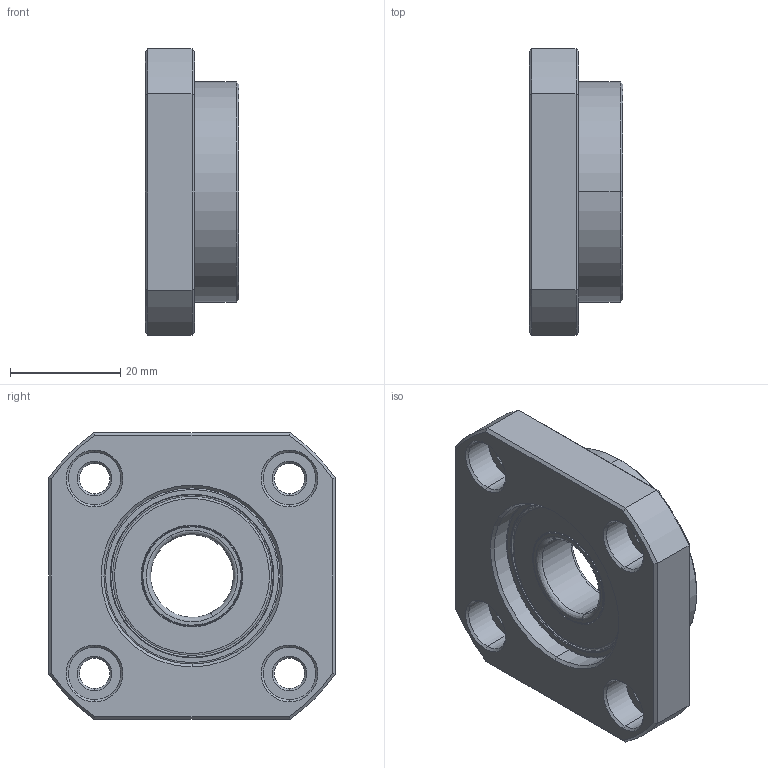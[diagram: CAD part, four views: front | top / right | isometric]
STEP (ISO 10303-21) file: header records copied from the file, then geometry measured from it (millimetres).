
FILE_DESCRIPTION (( 'STEP AP214' ), '1' );
FILE_NAME ('FFN15-Rollco.step', '2023-04-27T09:19:24', ( '' ), ( '' ), 'SwSTEP 2.0', 'SolidWorks 2010', '' );
FILE_SCHEMA (( 'AUTOMOTIVE_DESIGN' ));
Length unit declared in the file: millimetre
Products named in the file (6): FF15; 6002_2; FFN15_10; 6002_3; 6002_4; FFN15-Rollco
Assembly tree (12 placements, depth 2):
  FFN15-Rollco
    FFN15_10  x7
    6002_2
    6002_4  x2
    6002_3
    FF15
Bounding box: 17 x 52 x 52 mm (x, y, z)
Volume: 20623.7 mm3; surface area: 14042.8 mm2
Topology: 12 solids, 12 shells, 201 faces, 430 edges, 234 vertices
Faces by surface type: bspline 76, cylinder 52, cone 42, plane 31
Entity records: 6276 total; most frequent: CARTESIAN_POINT 2506, DIRECTION 776, ORIENTED_EDGE 716, EDGE_CURVE 358, AXIS2_PLACEMENT_3D 338, CIRCLE 206, VERTEX_POINT 204, EDGE_LOOP 198
